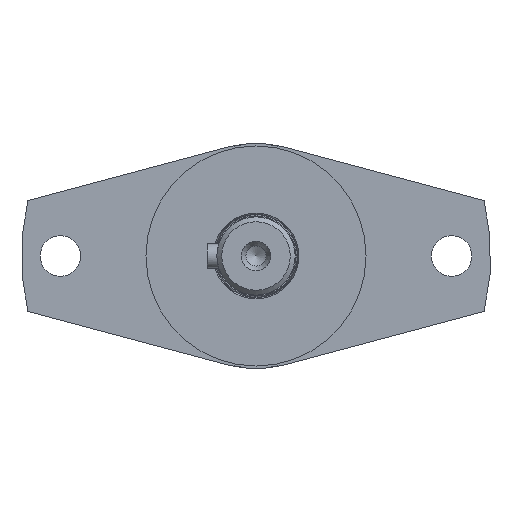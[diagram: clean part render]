
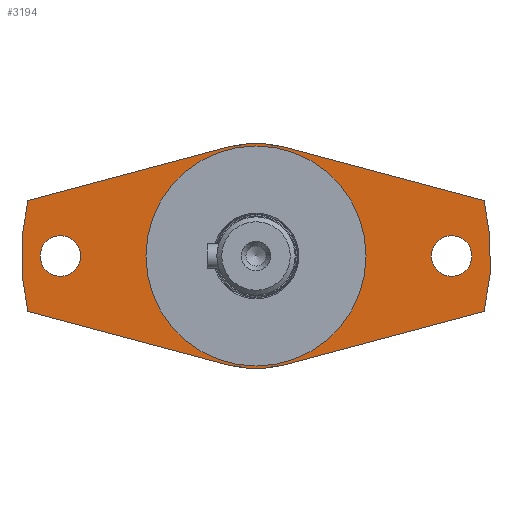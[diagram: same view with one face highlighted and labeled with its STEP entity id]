
A CAD part, left-side view. The second image highlights one B-rep face of the part: STEP entity #3194.
In plain terms, the highlighted planar face has unit normal (-1, 0, 0).
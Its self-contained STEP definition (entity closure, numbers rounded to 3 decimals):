
#244=FACE_BOUND('',#1055,.T.);
#245=FACE_BOUND('',#1056,.T.);
#246=FACE_BOUND('',#1057,.T.);
#304=LINE('',#4928,#564);
#308=LINE('',#4937,#568);
#315=LINE('',#4951,#575);
#317=LINE('',#4957,#577);
#564=VECTOR('',#4002,10.);
#568=VECTOR('',#4008,10.);
#575=VECTOR('',#4017,10.);
#577=VECTOR('',#4021,10.);
#874=FACE_OUTER_BOUND('',#1054,.T.);
#1054=EDGE_LOOP('',(#2380,#2381,#2382,#2383,#2384,#2385,#2386,#2387));
#1055=EDGE_LOOP('',(#2388));
#1056=EDGE_LOOP('',(#2389));
#1057=EDGE_LOOP('',(#2390,#2391));
#1280=CIRCLE('',#3469,4.15);
#1283=CIRCLE('',#3473,4.15);
#1287=CIRCLE('',#3484,23.);
#1288=CIRCLE('',#3485,48.);
#1289=CIRCLE('',#3486,23.);
#1290=CIRCLE('',#3487,48.);
#1291=CIRCLE('',#3488,22.5);
#1292=CIRCLE('',#3489,22.5);
#1457=VERTEX_POINT('',#4905);
#1460=VERTEX_POINT('',#4913);
#1464=VERTEX_POINT('',#4926);
#1465=VERTEX_POINT('',#4927);
#1468=VERTEX_POINT('',#4935);
#1469=VERTEX_POINT('',#4936);
#1473=VERTEX_POINT('',#4945);
#1475=VERTEX_POINT('',#4949);
#1476=VERTEX_POINT('',#4953);
#1478=VERTEX_POINT('',#4956);
#1480=VERTEX_POINT('',#4966);
#1481=VERTEX_POINT('',#4967);
#1800=EDGE_CURVE('',#1457,#1457,#1280,.T.);
#1804=EDGE_CURVE('',#1460,#1460,#1283,.T.);
#1809=EDGE_CURVE('',#1464,#1465,#304,.T.);
#1813=EDGE_CURVE('',#1468,#1469,#308,.T.);
#1820=EDGE_CURVE('',#1473,#1475,#315,.T.);
#1822=EDGE_CURVE('',#1478,#1476,#317,.T.);
#1825=EDGE_CURVE('',#1469,#1464,#1287,.T.);
#1826=EDGE_CURVE('',#1473,#1465,#1288,.T.);
#1827=EDGE_CURVE('',#1475,#1478,#1289,.T.);
#1828=EDGE_CURVE('',#1468,#1476,#1290,.T.);
#1829=EDGE_CURVE('',#1480,#1481,#1291,.T.);
#1830=EDGE_CURVE('',#1481,#1480,#1292,.T.);
#2380=ORIENTED_EDGE('',*,*,#1813,.T.);
#2381=ORIENTED_EDGE('',*,*,#1825,.T.);
#2382=ORIENTED_EDGE('',*,*,#1809,.T.);
#2383=ORIENTED_EDGE('',*,*,#1826,.F.);
#2384=ORIENTED_EDGE('',*,*,#1820,.T.);
#2385=ORIENTED_EDGE('',*,*,#1827,.T.);
#2386=ORIENTED_EDGE('',*,*,#1822,.T.);
#2387=ORIENTED_EDGE('',*,*,#1828,.F.);
#2388=ORIENTED_EDGE('',*,*,#1800,.T.);
#2389=ORIENTED_EDGE('',*,*,#1804,.T.);
#2390=ORIENTED_EDGE('',*,*,#1829,.T.);
#2391=ORIENTED_EDGE('',*,*,#1830,.T.);
#3062=PLANE('',#3483);
#3194=ADVANCED_FACE('',(#874,#244,#245,#246),#3062,.T.);
#3469=AXIS2_PLACEMENT_3D('',#4907,#3978,#3979);
#3473=AXIS2_PLACEMENT_3D('',#4915,#3987,#3988);
#3483=AXIS2_PLACEMENT_3D('',#4961,#4024,#4025);
#3484=AXIS2_PLACEMENT_3D('',#4962,#4026,#4027);
#3485=AXIS2_PLACEMENT_3D('',#4963,#4028,#4029);
#3486=AXIS2_PLACEMENT_3D('',#4964,#4030,#4031);
#3487=AXIS2_PLACEMENT_3D('',#4965,#4032,#4033);
#3488=AXIS2_PLACEMENT_3D('',#4968,#4034,#4035);
#3489=AXIS2_PLACEMENT_3D('',#4969,#4036,#4037);
#3978=DIRECTION('center_axis',(1.,0.,0.));
#3979=DIRECTION('ref_axis',(0.,0.,1.));
#3987=DIRECTION('center_axis',(1.,0.,0.));
#3988=DIRECTION('ref_axis',(0.,0.,1.));
#4002=DIRECTION('',(0.,0.966,-0.259));
#4008=DIRECTION('',(0.,0.966,0.259));
#4017=DIRECTION('',(0.,-0.966,-0.259));
#4021=DIRECTION('',(0.,-0.966,0.259));
#4024=DIRECTION('center_axis',(-1.,0.,0.));
#4025=DIRECTION('ref_axis',(0.,0.,-1.));
#4026=DIRECTION('center_axis',(-1.,0.,0.));
#4027=DIRECTION('ref_axis',(0.,0.259,0.966));
#4028=DIRECTION('center_axis',(1.,0.,0.));
#4029=DIRECTION('ref_axis',(0.,-1.,0.));
#4030=DIRECTION('center_axis',(-1.,0.,0.));
#4031=DIRECTION('ref_axis',(0.,0.259,0.966));
#4032=DIRECTION('center_axis',(1.,0.,0.));
#4033=DIRECTION('ref_axis',(0.,-1.,0.));
#4034=DIRECTION('center_axis',(1.,0.,0.));
#4035=DIRECTION('ref_axis',(0.,-1.,0.));
#4036=DIRECTION('center_axis',(1.,0.,0.));
#4037=DIRECTION('ref_axis',(0.,-1.,0.));
#4905=CARTESIAN_POINT('',(-103.5,40.,-4.15));
#4907=CARTESIAN_POINT('Origin',(-103.5,40.,0.));
#4913=CARTESIAN_POINT('',(-103.5,-40.,-4.15));
#4915=CARTESIAN_POINT('Origin',(-103.5,-40.,0.));
#4926=CARTESIAN_POINT('',(-103.5,5.953,22.216));
#4927=CARTESIAN_POINT('',(-103.5,46.648,11.312));
#4928=CARTESIAN_POINT('',(-103.5,-10.492,26.623));
#4935=CARTESIAN_POINT('',(-103.5,-46.648,11.312));
#4936=CARTESIAN_POINT('',(-103.5,-5.953,22.216));
#4937=CARTESIAN_POINT('',(-103.5,-45.921,11.507));
#4945=CARTESIAN_POINT('',(-103.5,46.648,-11.312));
#4949=CARTESIAN_POINT('',(-103.5,5.953,-22.216));
#4951=CARTESIAN_POINT('',(-103.5,13.032,-20.319));
#4953=CARTESIAN_POINT('',(-103.5,-46.648,-11.312));
#4956=CARTESIAN_POINT('',(-103.5,-5.953,-22.216));
#4957=CARTESIAN_POINT('',(-103.5,-22.397,-17.81));
#4961=CARTESIAN_POINT('Origin',(-103.5,-35.25,0.));
#4962=CARTESIAN_POINT('Origin',(-103.5,0.,0.));
#4963=CARTESIAN_POINT('Origin',(-103.5,0.,0.));
#4964=CARTESIAN_POINT('Origin',(-103.5,0.,0.));
#4965=CARTESIAN_POINT('Origin',(-103.5,0.,0.));
#4966=CARTESIAN_POINT('',(-103.5,-22.5,0.));
#4967=CARTESIAN_POINT('',(-103.5,22.5,0.));
#4968=CARTESIAN_POINT('Origin',(-103.5,0.,0.));
#4969=CARTESIAN_POINT('Origin',(-103.5,0.,0.));
